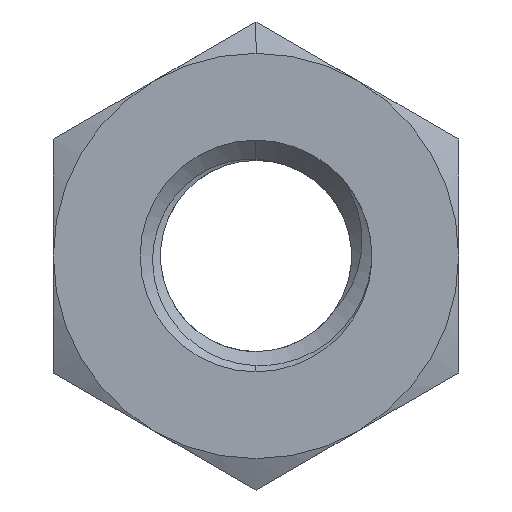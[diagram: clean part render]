
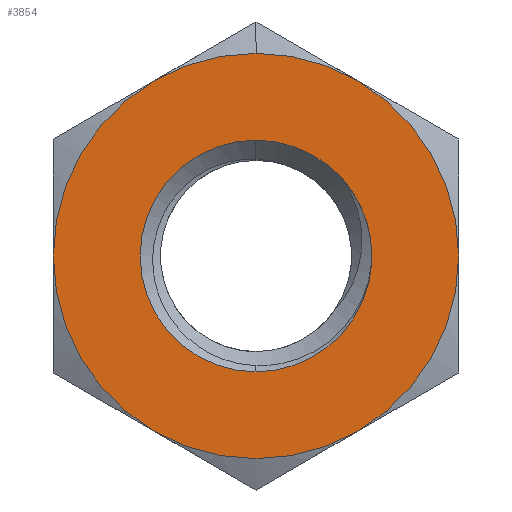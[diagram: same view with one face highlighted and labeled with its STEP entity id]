
A CAD part, front view. The second image highlights one B-rep face of the part: STEP entity #3854.
In plain terms, the highlighted planar face has unit normal (0, -1, 0).
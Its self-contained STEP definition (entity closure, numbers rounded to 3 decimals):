
#35 = CIRCLE ( 'NONE', #2748, 2. ) ;
#41 = EDGE_CURVE ( 'NONE', #2466, #3546, #378, .T. ) ;
#101 = EDGE_CURVE ( 'NONE', #3702, #2604, #4615, .T. ) ;
#109 = CARTESIAN_POINT ( 'NONE',  ( 0., 0., 0. ) ) ;
#111 = DIRECTION ( 'NONE',  ( 0., -1., 0. ) ) ;
#186 = CARTESIAN_POINT ( 'NONE',  ( 0., 0., 0. ) ) ;
#191 = EDGE_CURVE ( 'NONE', #3620, #2466, #3256, .T. ) ;
#244 = DIRECTION ( 'NONE',  ( 0., -1., 0. ) ) ;
#252 = VERTEX_POINT ( 'NONE', #2672 ) ;
#261 = CIRCLE ( 'NONE', #1771, 3.5 ) ;
#278 = ORIENTED_EDGE ( 'NONE', *, *, #3920, .T. ) ;
#297 = DIRECTION ( 'NONE',  ( 0., 0., -1. ) ) ;
#333 = CARTESIAN_POINT ( 'NONE',  ( -1.75, 0., -3.031 ) ) ;
#346 = AXIS2_PLACEMENT_3D ( 'NONE', #1249, #2351, #1615 ) ;
#378 = CIRCLE ( 'NONE', #3579, 3.5 ) ;
#484 = ORIENTED_EDGE ( 'NONE', *, *, #3775, .T. ) ;
#498 = DIRECTION ( 'NONE',  ( 0., 0., -1. ) ) ;
#523 = EDGE_CURVE ( 'NONE', #4230, #3620, #1565, .T. ) ;
#531 = EDGE_CURVE ( 'NONE', #1012, #3643, #3198, .T. ) ;
#542 = CARTESIAN_POINT ( 'NONE',  ( 1.489, 0., 1.335 ) ) ;
#571 = AXIS2_PLACEMENT_3D ( 'NONE', #4296, #1353, #3923 ) ;
#573 = DIRECTION ( 'NONE',  ( 0., 0., -1. ) ) ;
#586 = AXIS2_PLACEMENT_3D ( 'NONE', #186, #3066, #3375 ) ;
#589 = CARTESIAN_POINT ( 'NONE',  ( 1.75, 0., -3.031 ) ) ;
#605 = ORIENTED_EDGE ( 'NONE', *, *, #531, .T. ) ;
#625 = ORIENTED_EDGE ( 'NONE', *, *, #3926, .T. ) ;
#660 = CARTESIAN_POINT ( 'NONE',  ( 0., 0., 0. ) ) ;
#673 = DIRECTION ( 'NONE',  ( 0., 0., 1. ) ) ;
#704 = PLANE ( 'NONE',  #571 ) ;
#791 = ORIENTED_EDGE ( 'NONE', *, *, #2788, .T. ) ;
#836 = DIRECTION ( 'NONE',  ( 0., 0., -1. ) ) ;
#871 = CARTESIAN_POINT ( 'NONE',  ( 0., 0., 0. ) ) ;
#882 = CARTESIAN_POINT ( 'NONE',  ( 0., 0., 3.5 ) ) ;
#958 = ORIENTED_EDGE ( 'NONE', *, *, #41, .T. ) ;
#971 = ORIENTED_EDGE ( 'NONE', *, *, #101, .T. ) ;
#1012 = VERTEX_POINT ( 'NONE', #3329 ) ;
#1112 = CIRCLE ( 'NONE', #3323, 3.5 ) ;
#1237 = DIRECTION ( 'NONE',  ( 0., 0., -1. ) ) ;
#1249 = CARTESIAN_POINT ( 'NONE',  ( 0., 0., 0. ) ) ;
#1278 = CIRCLE ( 'NONE', #2162, 2. ) ;
#1279 = DIRECTION ( 'NONE',  ( 0., -1., 0. ) ) ;
#1318 = CARTESIAN_POINT ( 'NONE',  ( 0., 0., 0. ) ) ;
#1333 = CIRCLE ( 'NONE', #4355, 3.5 ) ;
#1353 = DIRECTION ( 'NONE',  ( 0., 1., 0. ) ) ;
#1391 = CIRCLE ( 'NONE', #3012, 2. ) ;
#1475 = ORIENTED_EDGE ( 'NONE', *, *, #3187, .T. ) ;
#1532 = AXIS2_PLACEMENT_3D ( 'NONE', #4605, #4638, #2474 ) ;
#1549 = CARTESIAN_POINT ( 'NONE',  ( 0., 0., 0. ) ) ;
#1565 = CIRCLE ( 'NONE', #4526, 3.5 ) ;
#1568 = CARTESIAN_POINT ( 'NONE',  ( 0., 0., 0. ) ) ;
#1615 = DIRECTION ( 'NONE',  ( 0., 0., 1. ) ) ;
#1622 = CIRCLE ( 'NONE', #1532, 3.5 ) ;
#1771 = AXIS2_PLACEMENT_3D ( 'NONE', #2141, #3218, #297 ) ;
#1774 = ORIENTED_EDGE ( 'NONE', *, *, #523, .T. ) ;
#1955 = DIRECTION ( 'NONE',  ( 0., 0., -1. ) ) ;
#1971 = CARTESIAN_POINT ( 'NONE',  ( -1.75, 0., 3.031 ) ) ;
#1972 = AXIS2_PLACEMENT_3D ( 'NONE', #4520, #1279, #498 ) ;
#2060 = EDGE_CURVE ( 'NONE', #3643, #3702, #1391, .T. ) ;
#2141 = CARTESIAN_POINT ( 'NONE',  ( 0., 0., 0. ) ) ;
#2162 = AXIS2_PLACEMENT_3D ( 'NONE', #1549, #3357, #3340 ) ;
#2310 = CARTESIAN_POINT ( 'NONE',  ( 0., 0., 0. ) ) ;
#2329 = DIRECTION ( 'NONE',  ( 0., -1., 0. ) ) ;
#2351 = DIRECTION ( 'NONE',  ( 0., 1., 0. ) ) ;
#2466 = VERTEX_POINT ( 'NONE', #1971 ) ;
#2474 = DIRECTION ( 'NONE',  ( 0., 0., -1. ) ) ;
#2604 = VERTEX_POINT ( 'NONE', #2813 ) ;
#2672 = CARTESIAN_POINT ( 'NONE',  ( 0., 0., -2. ) ) ;
#2690 = DIRECTION ( 'NONE',  ( 0., -1., 0. ) ) ;
#2748 = AXIS2_PLACEMENT_3D ( 'NONE', #660, #3955, #673 ) ;
#2788 = EDGE_CURVE ( 'NONE', #3913, #2824, #1112, .T. ) ;
#2813 = CARTESIAN_POINT ( 'NONE',  ( 1.996, 0., -0.122 ) ) ;
#2824 = VERTEX_POINT ( 'NONE', #589 ) ;
#2883 = ORIENTED_EDGE ( 'NONE', *, *, #3346, .T. ) ;
#2913 = VERTEX_POINT ( 'NONE', #3456 ) ;
#3012 = AXIS2_PLACEMENT_3D ( 'NONE', #109, #3031, #3719 ) ;
#3031 = DIRECTION ( 'NONE',  ( 0., 1., 0. ) ) ;
#3066 = DIRECTION ( 'NONE',  ( 0., 1., 0. ) ) ;
#3149 = EDGE_LOOP ( 'NONE', ( #3273, #971, #2883, #625, #605 ) ) ;
#3187 = EDGE_CURVE ( 'NONE', #2913, #4230, #1622, .T. ) ;
#3198 = CIRCLE ( 'NONE', #586, 2. ) ;
#3218 = DIRECTION ( 'NONE',  ( 0., -1., 0. ) ) ;
#3256 = CIRCLE ( 'NONE', #1972, 3.5 ) ;
#3261 = FACE_OUTER_BOUND ( 'NONE', #4547, .T. ) ;
#3273 = ORIENTED_EDGE ( 'NONE', *, *, #2060, .T. ) ;
#3283 = CARTESIAN_POINT ( 'NONE',  ( 1.75, 0., 3.031 ) ) ;
#3323 = AXIS2_PLACEMENT_3D ( 'NONE', #871, #2329, #1955 ) ;
#3329 = CARTESIAN_POINT ( 'NONE',  ( 0., 0., 2. ) ) ;
#3340 = DIRECTION ( 'NONE',  ( 0., 0., 1. ) ) ;
#3346 = EDGE_CURVE ( 'NONE', #2604, #252, #1278, .T. ) ;
#3357 = DIRECTION ( 'NONE',  ( 0., 1., 0. ) ) ;
#3375 = DIRECTION ( 'NONE',  ( 0., 0., 1. ) ) ;
#3456 = CARTESIAN_POINT ( 'NONE',  ( 3.5, 0., 0. ) ) ;
#3546 = VERTEX_POINT ( 'NONE', #4117 ) ;
#3579 = AXIS2_PLACEMENT_3D ( 'NONE', #1568, #111, #836 ) ;
#3620 = VERTEX_POINT ( 'NONE', #882 ) ;
#3643 = VERTEX_POINT ( 'NONE', #542 ) ;
#3702 = VERTEX_POINT ( 'NONE', #4177 ) ;
#3708 = ORIENTED_EDGE ( 'NONE', *, *, #191, .T. ) ;
#3719 = DIRECTION ( 'NONE',  ( 0., 0., 1. ) ) ;
#3775 = EDGE_CURVE ( 'NONE', #2824, #2913, #1333, .T. ) ;
#3854 = ADVANCED_FACE ( 'NONE', ( #4454, #3261 ), #704, .F. ) ;
#3913 = VERTEX_POINT ( 'NONE', #333 ) ;
#3920 = EDGE_CURVE ( 'NONE', #3546, #3913, #261, .T. ) ;
#3923 = DIRECTION ( 'NONE',  ( 0., 0., 1. ) ) ;
#3926 = EDGE_CURVE ( 'NONE', #252, #1012, #35, .T. ) ;
#3955 = DIRECTION ( 'NONE',  ( 0., 1., 0. ) ) ;
#4117 = CARTESIAN_POINT ( 'NONE',  ( -3.5, 0., 0. ) ) ;
#4177 = CARTESIAN_POINT ( 'NONE',  ( 2., 0., 0. ) ) ;
#4230 = VERTEX_POINT ( 'NONE', #3283 ) ;
#4296 = CARTESIAN_POINT ( 'NONE',  ( 0., 0., -4.041 ) ) ;
#4355 = AXIS2_PLACEMENT_3D ( 'NONE', #1318, #244, #573 ) ;
#4454 = FACE_BOUND ( 'NONE', #3149, .T. ) ;
#4520 = CARTESIAN_POINT ( 'NONE',  ( 0., 0., 0. ) ) ;
#4526 = AXIS2_PLACEMENT_3D ( 'NONE', #2310, #2690, #1237 ) ;
#4547 = EDGE_LOOP ( 'NONE', ( #1774, #3708, #958, #278, #791, #484, #1475 ) ) ;
#4605 = CARTESIAN_POINT ( 'NONE',  ( 0., 0., 0. ) ) ;
#4615 = CIRCLE ( 'NONE', #346, 2. ) ;
#4638 = DIRECTION ( 'NONE',  ( 0., -1., 0. ) ) ;
